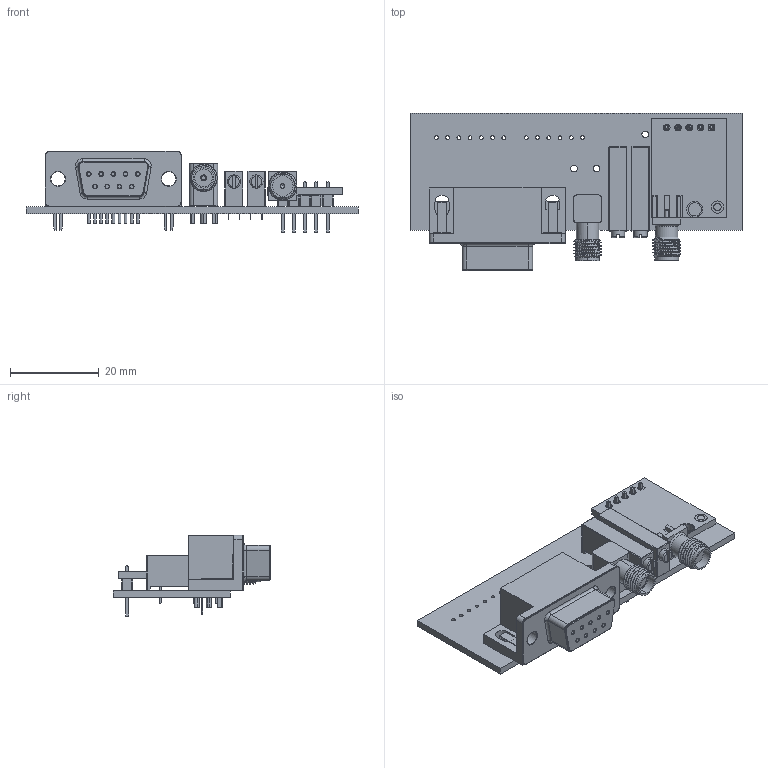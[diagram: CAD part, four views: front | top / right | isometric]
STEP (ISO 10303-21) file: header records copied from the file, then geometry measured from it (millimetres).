
FILE_DESCRIPTION(('KiCad electronic assembly'),'2;1');
FILE_NAME('Muons_GPS.step','2023-04-17T09:04:36',('Pcbnew'),('Kicad'), 'Open CASCADE STEP processor 7.6','KiCad to STEP converter','Unknown' );
FILE_SCHEMA(('AUTOMOTIVE_DESIGN { 1 0 10303 214 1 1 1 1 }'));
Length unit declared in the file: millimetre
Products named in the file (10): Muons_GPS 1; DSUB-9_Female_Horizontal_P2.77x2.84mm_EdgePinOffset7.70mm_Housed_
MountingHolesOffset9.12mm; SOLID; Potentiometer_Bourns_3005_Horizontal; GPS_FC; COMPOUND; 221790-1; PCB
Assembly tree (10 placements, depth 3):
  Muons_GPS 1
    DSUB-9_Female_Horizontal_P2.77x2.84mm_EdgePinOffset7.70mm_Housed_
MountingHolesOffset9.12mm
      SOLID
    Potentiometer_Bourns_3005_Horizontal  x2
      SOLID
    GPS_FC
      COMPOUND
    221790-1
      SOLID
    PCB
Bounding box: 75.03 x 35.67 x 18.41 mm (x, y, z)
Volume: 10003.9 mm3; surface area: 10312.4 mm2
Topology: 8 solids, 8 shells, 646 faces, 1600 edges, 1016 vertices
Faces by surface type: plane 396, cylinder 180, cone 30, torus 23, bspline 9, sphere 8
Full cylindrical faces by diameter (mm): 0.6 x6, 0.64 x9, 0.762 x1, 0.85 x27, 0.853 x9, 0.991 x1, 1 x5, 1.2 x5, 1.5 x11, 1.688 x1, 2.769 x1, 3 x3, 3.2 x4, 3.6 x2, 4 x2, 4.674 x1, 5.08 x1, 5.385 x1
Entity records: 50570 total; most frequent: CARTESIAN_POINT 18823, DIRECTION 5626, LINE 3499, VECTOR 3499, ORIENTED_EDGE 2936, PCURVE 2936, DEFINITIONAL_REPRESENTATION 2936, EDGE_CURVE 1468
